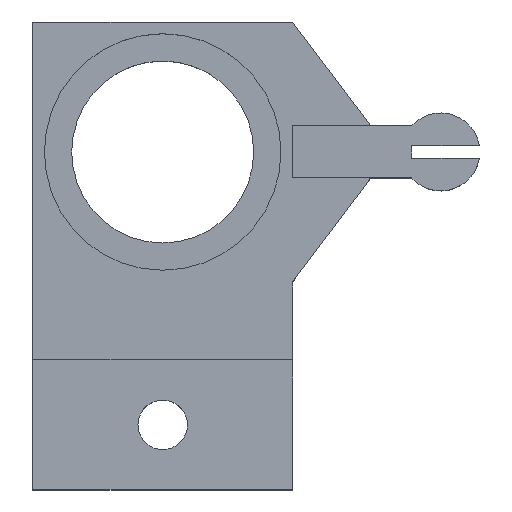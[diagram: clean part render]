
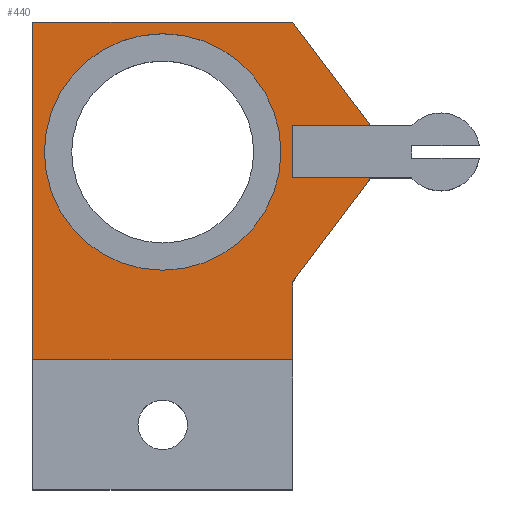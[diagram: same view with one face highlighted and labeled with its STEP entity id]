
A CAD part, top view. The second image highlights one B-rep face of the part: STEP entity #440.
In plain terms, the highlighted planar face has unit normal (0, 0, 1).
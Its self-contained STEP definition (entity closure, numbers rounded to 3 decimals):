
#23=FACE_BOUND('',#78,.T.);
#32=CIRCLE('',#484,4.55);
#51=FACE_OUTER_BOUND('',#77,.T.);
#77=EDGE_LOOP('',(#370,#371,#372,#373,#374,#375,#376,#377,#378));
#78=EDGE_LOOP('',(#379));
#105=LINE('',#665,#155);
#111=LINE('',#679,#161);
#114=LINE('',#685,#164);
#118=LINE('',#690,#168);
#119=LINE('',#693,#169);
#121=LINE('',#701,#171);
#129=LINE('',#721,#179);
#130=LINE('',#722,#180);
#131=LINE('',#723,#181);
#155=VECTOR('',#537,10.);
#161=VECTOR('',#549,10.);
#164=VECTOR('',#554,10.);
#168=VECTOR('',#560,10.);
#169=VECTOR('',#565,10.);
#171=VECTOR('',#573,10.);
#179=VECTOR('',#591,10.);
#180=VECTOR('',#592,10.);
#181=VECTOR('',#593,10.);
#206=VERTEX_POINT('',#663);
#207=VERTEX_POINT('',#664);
#211=VERTEX_POINT('',#677);
#212=VERTEX_POINT('',#678);
#213=VERTEX_POINT('',#683);
#214=VERTEX_POINT('',#684);
#216=VERTEX_POINT('',#699);
#217=VERTEX_POINT('',#700);
#222=VERTEX_POINT('',#714);
#224=VERTEX_POINT('',#720);
#250=EDGE_CURVE('',#206,#207,#105,.T.);
#257=EDGE_CURVE('',#211,#212,#111,.T.);
#260=EDGE_CURVE('',#213,#214,#114,.T.);
#264=EDGE_CURVE('',#207,#214,#118,.T.);
#265=EDGE_CURVE('',#211,#206,#119,.T.);
#268=EDGE_CURVE('',#216,#217,#121,.T.);
#275=EDGE_CURVE('',#222,#222,#32,.T.);
#278=EDGE_CURVE('',#213,#224,#129,.T.);
#279=EDGE_CURVE('',#224,#216,#130,.T.);
#280=EDGE_CURVE('',#217,#212,#131,.T.);
#370=ORIENTED_EDGE('',*,*,#264,.T.);
#371=ORIENTED_EDGE('',*,*,#260,.F.);
#372=ORIENTED_EDGE('',*,*,#278,.T.);
#373=ORIENTED_EDGE('',*,*,#279,.T.);
#374=ORIENTED_EDGE('',*,*,#268,.T.);
#375=ORIENTED_EDGE('',*,*,#280,.T.);
#376=ORIENTED_EDGE('',*,*,#257,.F.);
#377=ORIENTED_EDGE('',*,*,#265,.T.);
#378=ORIENTED_EDGE('',*,*,#250,.T.);
#379=ORIENTED_EDGE('',*,*,#275,.T.);
#418=PLANE('',#486);
#440=ADVANCED_FACE('',(#51,#23),#418,.T.);
#484=AXIS2_PLACEMENT_3D('',#715,#584,#585);
#486=AXIS2_PLACEMENT_3D('',#719,#589,#590);
#537=DIRECTION('',(0.,1.,0.));
#549=DIRECTION('',(-0.6,-0.8,0.));
#554=DIRECTION('',(0.6,-0.8,0.));
#560=DIRECTION('',(1.,0.,0.));
#565=DIRECTION('',(-1.,0.,0.));
#573=DIRECTION('',(1.,0.,0.));
#584=DIRECTION('center_axis',(0.,0.,-1.));
#585=DIRECTION('ref_axis',(-1.,0.,0.));
#589=DIRECTION('center_axis',(0.,0.,1.));
#590=DIRECTION('ref_axis',(-1.,0.,0.));
#591=DIRECTION('',(-1.,0.,0.));
#592=DIRECTION('',(0.,-1.,0.));
#593=DIRECTION('',(0.,1.,0.));
#663=CARTESIAN_POINT('',(5.,-1.,1.05));
#664=CARTESIAN_POINT('',(5.,1.,1.05));
#665=CARTESIAN_POINT('',(5.,-1.5,1.05));
#677=CARTESIAN_POINT('',(8.,-1.,1.05));
#678=CARTESIAN_POINT('',(5.,-5.,1.05));
#679=CARTESIAN_POINT('',(6.848,-2.536,1.05));
#683=CARTESIAN_POINT('',(5.,5.,1.05));
#684=CARTESIAN_POINT('',(8.,1.,1.05));
#685=CARTESIAN_POINT('',(8.348,0.536,1.05));
#690=CARTESIAN_POINT('',(4.791,1.,1.05));
#693=CARTESIAN_POINT('',(2.5,-1.,1.05));
#699=CARTESIAN_POINT('',(-5.,-8.,1.05));
#700=CARTESIAN_POINT('',(5.,-8.,1.05));
#701=CARTESIAN_POINT('',(2.5,-8.,1.05));
#714=CARTESIAN_POINT('',(4.55,0.,1.05));
#715=CARTESIAN_POINT('Origin',(0.,0.,1.05));
#719=CARTESIAN_POINT('Origin',(0.,-4.,1.05));
#720=CARTESIAN_POINT('',(-5.,5.,1.05));
#721=CARTESIAN_POINT('',(5.,5.,1.05));
#722=CARTESIAN_POINT('',(-5.,5.,1.05));
#723=CARTESIAN_POINT('',(5.,-13.,1.05));
